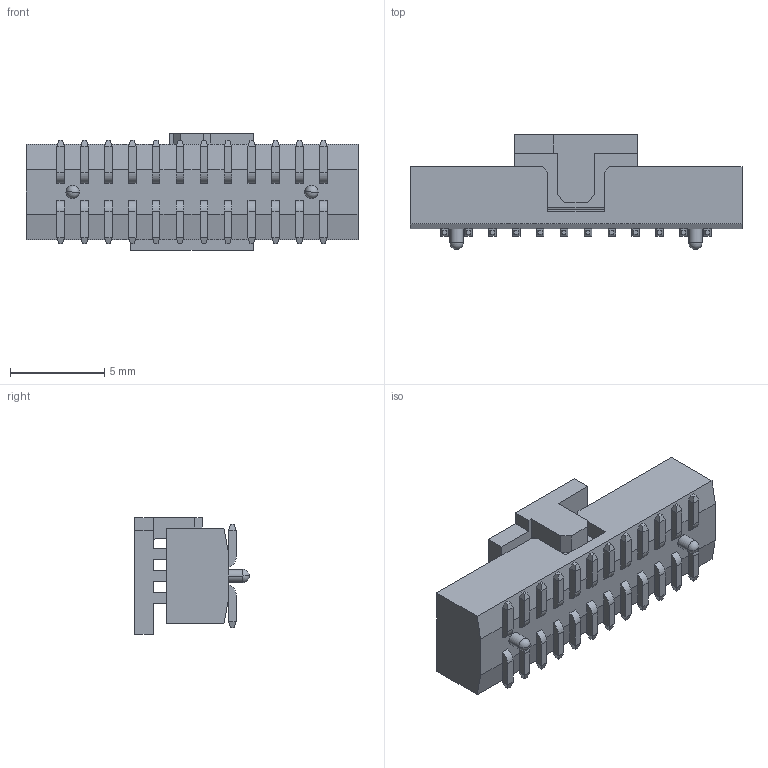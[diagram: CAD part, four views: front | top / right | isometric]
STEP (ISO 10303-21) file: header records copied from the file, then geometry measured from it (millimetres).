
FILE_DESCRIPTION( ('This file contains a STEP AP42 implementation' ,'as created by ZW3D STEP Interface translator.') ,'2;1' );
FILE_NAME( '3136-XXMXXBK00X1.stp' ,'231122.102140', (''), ('ZWCAD Software Co.'), 'Version 1.0', 'ZW3D to STEP translator', '' );
FILE_SCHEMA(('AUTOMOTIVE_DESIGN { 1 0 10303 214 1 1 1 1 }'));
Length unit declared in the file: millimetre
Products named in the file (1): 0
Bounding box: 17.65 x 6.1 x 6.2 mm (x, y, z)
Volume: 256.8 mm3; surface area: 788.8 mm2
Topology: 2 solids, 2 shells, 528 faces, 1254 edges, 756 vertices
Faces by surface type: plane 486, cylinder 38, sphere 4
Entity records: 15163 total; most frequent: CARTESIAN_POINT 2527, ORIENTED_EDGE 2492, DIRECTION 2388, EDGE_CURVE 1246, VECTOR 1170, LINE 1170, VERTEX_POINT 748, AXIS2_PLACEMENT_3D 609
